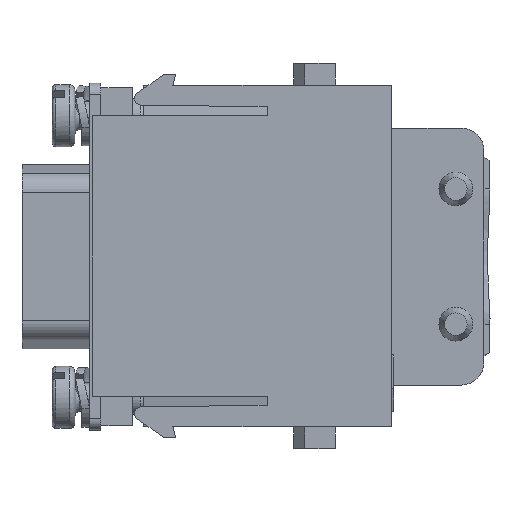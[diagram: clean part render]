
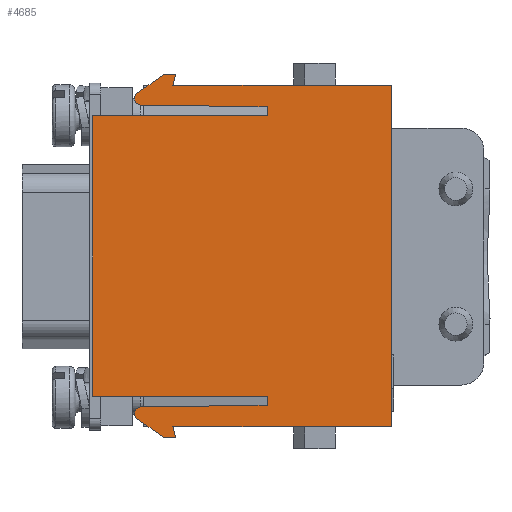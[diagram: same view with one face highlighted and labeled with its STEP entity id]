
A CAD part, left-side view. The second image highlights one B-rep face of the part: STEP entity #4685.
In plain terms, the highlighted planar face has unit normal (-1, 0, 0).
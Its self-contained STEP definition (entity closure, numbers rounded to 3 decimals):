
#2706=FACE_OUTER_BOUND('',#5556,.T.);
#3426=LINE('',#13966,#4144);
#3430=LINE('',#13975,#4148);
#3433=LINE('',#13981,#4151);
#3437=LINE('',#13993,#4155);
#3439=LINE('',#13996,#4157);
#3445=LINE('',#14012,#4163);
#3450=LINE('',#14022,#4168);
#3489=LINE('',#14104,#4207);
#3491=LINE('',#14108,#4209);
#3494=LINE('',#14115,#4212);
#3499=LINE('',#14129,#4217);
#3502=LINE('',#14135,#4220);
#3505=LINE('',#14141,#4223);
#3509=LINE('',#14154,#4227);
#3510=LINE('',#14156,#4228);
#3512=LINE('',#14159,#4230);
#3513=LINE('',#14161,#4231);
#3514=LINE('',#14163,#4232);
#4144=VECTOR('',#11751,1.);
#4148=VECTOR('',#11757,1.);
#4151=VECTOR('',#11762,1.);
#4155=VECTOR('',#11774,1.);
#4157=VECTOR('',#11778,1.);
#4163=VECTOR('',#11788,1.);
#4168=VECTOR('',#11795,1.);
#4207=VECTOR('',#11868,1.);
#4209=VECTOR('',#11872,1.);
#4212=VECTOR('',#11877,1.);
#4217=VECTOR('',#11890,1.);
#4220=VECTOR('',#11895,1.);
#4223=VECTOR('',#11900,1.);
#4227=VECTOR('',#11908,1.);
#4228=VECTOR('',#11911,1.);
#4230=VECTOR('',#11915,1.);
#4231=VECTOR('',#11916,1.);
#4232=VECTOR('',#11917,1.);
#4685=ADVANCED_FACE('',(#2706),#5087,.T.);
#5087=PLANE('',#10838);
#5556=EDGE_LOOP('',(#6594,#6595,#6596,#6597,#6598,#6599,#6600,#6601,#6602,
#6603,#6604,#6605,#6606,#6607,#6608,#6609,#6610,#6611,#6612,#6613));
#6594=ORIENTED_EDGE('',*,*,#9329,.T.);
#6595=ORIENTED_EDGE('',*,*,#9328,.T.);
#6596=ORIENTED_EDGE('',*,*,#9310,.T.);
#6597=ORIENTED_EDGE('',*,*,#9314,.T.);
#6598=ORIENTED_EDGE('',*,*,#9317,.T.);
#6599=ORIENTED_EDGE('',*,*,#9320,.T.);
#6600=ORIENTED_EDGE('',*,*,#9323,.T.);
#6601=ORIENTED_EDGE('',*,*,#9331,.T.);
#6602=ORIENTED_EDGE('',*,*,#9332,.T.);
#6603=ORIENTED_EDGE('',*,*,#9333,.F.);
#6604=ORIENTED_EDGE('',*,*,#9237,.T.);
#6605=ORIENTED_EDGE('',*,*,#9241,.T.);
#6606=ORIENTED_EDGE('',*,*,#9244,.T.);
#6607=ORIENTED_EDGE('',*,*,#9247,.T.);
#6608=ORIENTED_EDGE('',*,*,#9250,.T.);
#6609=ORIENTED_EDGE('',*,*,#9252,.T.);
#6610=ORIENTED_EDGE('',*,*,#9259,.T.);
#6611=ORIENTED_EDGE('',*,*,#9264,.T.);
#6612=ORIENTED_EDGE('',*,*,#9305,.T.);
#6613=ORIENTED_EDGE('',*,*,#9307,.T.);
#8414=VERTEX_POINT('',#13964);
#8416=VERTEX_POINT('',#13967);
#8418=VERTEX_POINT('',#13973);
#8420=VERTEX_POINT('',#13979);
#8423=VERTEX_POINT('',#13986);
#8424=VERTEX_POINT('',#13991);
#8426=VERTEX_POINT('',#13997);
#8429=VERTEX_POINT('',#14011);
#8433=VERTEX_POINT('',#14021);
#8455=VERTEX_POINT('',#14103);
#8456=VERTEX_POINT('',#14107);
#8459=VERTEX_POINT('',#14114);
#8460=VERTEX_POINT('',#14116);
#8462=VERTEX_POINT('',#14122);
#8464=VERTEX_POINT('',#14128);
#8466=VERTEX_POINT('',#14134);
#8468=VERTEX_POINT('',#14140);
#8471=VERTEX_POINT('',#14153);
#8472=VERTEX_POINT('',#14160);
#8473=VERTEX_POINT('',#14162);
#9237=EDGE_CURVE('',#8416,#8414,#3426,.T.);
#9241=EDGE_CURVE('',#8414,#8418,#3430,.T.);
#9244=EDGE_CURVE('',#8418,#8420,#3433,.T.);
#9247=EDGE_CURVE('',#8420,#8423,#10057,.T.);
#9250=EDGE_CURVE('',#8423,#8424,#3437,.T.);
#9252=EDGE_CURVE('',#8424,#8426,#3439,.T.);
#9259=EDGE_CURVE('',#8426,#8429,#3445,.T.);
#9264=EDGE_CURVE('',#8429,#8433,#3450,.T.);
#9305=EDGE_CURVE('',#8433,#8455,#3489,.T.);
#9307=EDGE_CURVE('',#8455,#8456,#3491,.T.);
#9310=EDGE_CURVE('',#8460,#8459,#3494,.T.);
#9314=EDGE_CURVE('',#8459,#8462,#10061,.T.);
#9317=EDGE_CURVE('',#8462,#8464,#3499,.T.);
#9320=EDGE_CURVE('',#8464,#8466,#3502,.T.);
#9323=EDGE_CURVE('',#8466,#8468,#3505,.T.);
#9328=EDGE_CURVE('',#8471,#8460,#3509,.T.);
#9329=EDGE_CURVE('',#8456,#8471,#3510,.T.);
#9331=EDGE_CURVE('',#8468,#8472,#3512,.T.);
#9332=EDGE_CURVE('',#8472,#8473,#3513,.T.);
#9333=EDGE_CURVE('',#8416,#8473,#3514,.T.);
#10057=CIRCLE('',#10802,0.6);
#10061=CIRCLE('',#10830,0.6);
#10802=AXIS2_PLACEMENT_3D('',#13987,#11767,#11768);
#10830=AXIS2_PLACEMENT_3D('',#14123,#11884,#11885);
#10838=AXIS2_PLACEMENT_3D('',#14164,#11918,#11919);
#11751=DIRECTION('',(0.,-0.259,0.966));
#11757=DIRECTION('',(0.,1.,0.));
#11762=DIRECTION('',(0.,0.819,-0.574));
#11767=DIRECTION('',(-1.,0.,0.));
#11768=DIRECTION('',(0.,0.574,0.819));
#11774=DIRECTION('',(0.,-0.996,-0.084));
#11778=DIRECTION('',(0.,-1.,-0.012));
#11788=DIRECTION('',(0.,0.,-1.));
#11795=DIRECTION('',(0.,1.,0.));
#11868=DIRECTION('',(0.,0.,-1.));
#11872=DIRECTION('',(0.,-1.,0.));
#11877=DIRECTION('',(0.,0.996,-0.084));
#11884=DIRECTION('',(-1.,0.,0.));
#11885=DIRECTION('',(0.,0.084,0.996));
#11890=DIRECTION('',(0.,-0.819,-0.574));
#11895=DIRECTION('',(0.,-1.,0.));
#11900=DIRECTION('',(0.,0.259,0.966));
#11908=DIRECTION('',(0.,1.,-0.012));
#11911=DIRECTION('',(0.,0.,-1.));
#11915=DIRECTION('',(0.,-1.,0.));
#11916=DIRECTION('',(0.,0.,1.));
#11917=DIRECTION('',(0.,-1.,0.));
#11918=DIRECTION('',(-1.,0.,0.));
#11919=DIRECTION('',(0.,0.,1.));
#13964=CARTESIAN_POINT('',(-7.3,-1.147,16.));
#13966=CARTESIAN_POINT('',(-7.3,-1.014,15.504));
#13967=CARTESIAN_POINT('',(-7.3,-0.879,15.));
#13973=CARTESIAN_POINT('',(-7.3,-0.147,16.));
#13975=CARTESIAN_POINT('',(-7.3,-1.147,16.));
#13979=CARTESIAN_POINT('',(-7.3,2.239,14.329));
#13981=CARTESIAN_POINT('',(-7.3,-0.147,16.));
#13986=CARTESIAN_POINT('',(-7.3,1.945,13.24));
#13987=CARTESIAN_POINT('',(-7.3,1.895,13.838));
#13991=CARTESIAN_POINT('',(-7.3,1.924,13.238));
#13993=CARTESIAN_POINT('',(-7.3,1.945,13.24));
#13996=CARTESIAN_POINT('',(-7.3,1.924,13.238));
#13997=CARTESIAN_POINT('',(-7.3,-9.25,13.1));
#14011=CARTESIAN_POINT('',(-7.3,-9.25,12.3));
#14012=CARTESIAN_POINT('',(-7.3,-9.25,13.099));
#14021=CARTESIAN_POINT('',(-7.3,6.2,12.3));
#14022=CARTESIAN_POINT('',(-7.3,-9.25,12.3));
#14103=CARTESIAN_POINT('',(-7.3,6.2,-12.6));
#14104=CARTESIAN_POINT('',(-7.3,6.2,12.3));
#14107=CARTESIAN_POINT('',(-7.3,-9.25,-12.6));
#14108=CARTESIAN_POINT('',(-7.3,6.2,-12.6));
#14114=CARTESIAN_POINT('',(-7.3,1.945,-13.54));
#14115=CARTESIAN_POINT('',(-7.3,1.924,-13.538));
#14116=CARTESIAN_POINT('',(-7.3,1.924,-13.538));
#14122=CARTESIAN_POINT('',(-7.3,2.239,-14.629));
#14123=CARTESIAN_POINT('',(-7.3,1.895,-14.138));
#14128=CARTESIAN_POINT('',(-7.3,-0.147,-16.3));
#14129=CARTESIAN_POINT('',(-7.3,2.239,-14.629));
#14134=CARTESIAN_POINT('',(-7.3,-1.147,-16.3));
#14135=CARTESIAN_POINT('',(-7.3,-0.147,-16.3));
#14140=CARTESIAN_POINT('',(-7.3,-0.879,-15.3));
#14141=CARTESIAN_POINT('',(-7.3,-1.147,-16.3));
#14153=CARTESIAN_POINT('',(-7.3,-9.25,-13.4));
#14154=CARTESIAN_POINT('',(-7.3,-9.25,-13.4));
#14156=CARTESIAN_POINT('',(-7.3,-9.25,-12.6));
#14159=CARTESIAN_POINT('',(-7.3,-1.4,-15.3));
#14160=CARTESIAN_POINT('',(-7.3,-20.3,-15.3));
#14161=CARTESIAN_POINT('',(-7.3,-20.3,-15.3));
#14162=CARTESIAN_POINT('',(-7.3,-20.3,15.));
#14163=CARTESIAN_POINT('',(-7.3,-1.4,15.));
#14164=CARTESIAN_POINT('',(-7.3,-21.2,-17.373));
